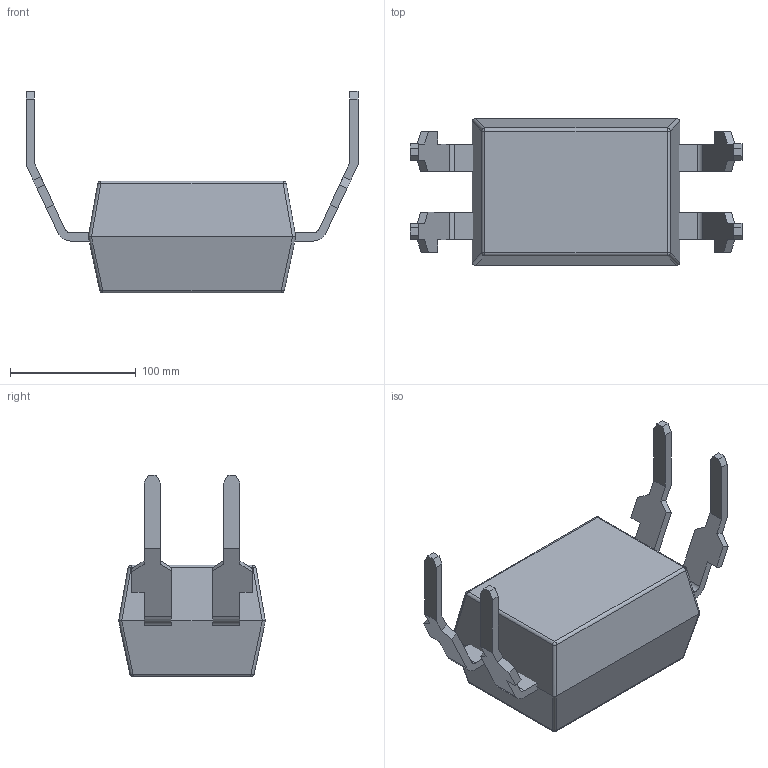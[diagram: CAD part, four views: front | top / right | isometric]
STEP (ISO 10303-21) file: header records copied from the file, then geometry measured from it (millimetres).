
FILE_DESCRIPTION((''),'2;1');
FILE_NAME('DIP4-M_ASM','2023-05-25T',('Administrator'),(''),'PRO/ENGINEER BY PARAMETRIC TECHNOLOGY CORPORATION, 2014200','PRO/ENGINEER BY PARAMETRIC TECHNOLOGY CORPORATION, 2014200','');
FILE_SCHEMA(('CONFIG_CONTROL_DESIGN'));
Length unit declared in the file: inch
Products named in the file (3): DIO4LT; DIP4-M; DIP4-M_ASM
Assembly tree (2 placements, depth 2):
  DIP4-M_ASM
    DIO4LT
    DIP4-M
Bounding box: 264.41 x 116.84 x 160.53 mm (x, y, z)
Volume: 1618222.2 mm3; surface area: 123539.4 mm2
Topology: 3 solids, 3 shells, 105 faces, 262 edges, 164 vertices
Faces by surface type: plane 71, cylinder 26, sphere 8
Entity records: 3176 total; most frequent: CARTESIAN_POINT 564, ORIENTED_EDGE 524, DIRECTION 522, EDGE_CURVE 262, VECTOR 214, LINE 214, VERTEX_POINT 164, AXIS2_PLACEMENT_3D 154
